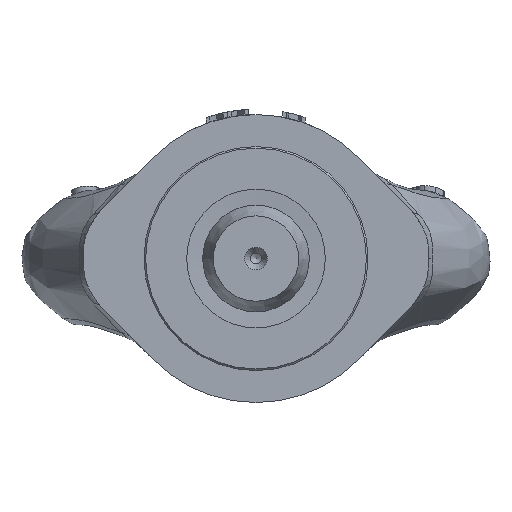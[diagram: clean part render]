
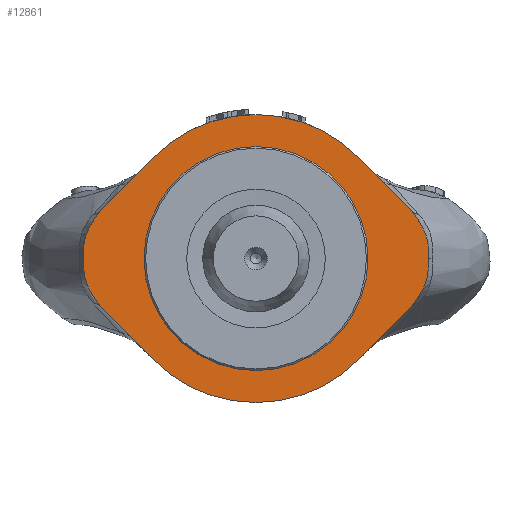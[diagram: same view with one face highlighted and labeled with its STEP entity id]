
A CAD part, front view. The second image highlights one B-rep face of the part: STEP entity #12861.
In plain terms, the highlighted face is planar.
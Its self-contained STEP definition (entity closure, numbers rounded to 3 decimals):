
#541=LINE('',#31300,#1285);
#544=LINE('',#31540,#1288);
#549=LINE('',#32276,#1293);
#552=LINE('',#32535,#1296);
#1285=VECTOR('',#15383,10.);
#1288=VECTOR('',#15394,10.);
#1293=VECTOR('',#15431,10.);
#1296=VECTOR('',#15446,10.);
#1896=PLANE('',#13797);
#2136=FACE_BOUND('',#3354,.T.);
#2558=FACE_OUTER_BOUND('',#3353,.T.);
#3353=EDGE_LOOP('',(#10068,#10069,#10070,#10071,#10072,#10073,#10074,#10075,
#10076,#10077,#10078,#10079,#10080,#10081));
#3354=EDGE_LOOP('',(#10082));
#4284=B_SPLINE_CURVE_WITH_KNOTS('',3,(#31427,#31428,#31429,#31430,#31431,
#31432,#31433,#31434),.UNSPECIFIED.,.F.,.F.,(4,2,2,4),(0.231,
0.314,0.381,0.537),.UNSPECIFIED.);
#4287=B_SPLINE_CURVE_WITH_KNOTS('',3,(#31601,#31602,#31603,#31604,#31605,
#31606,#31607,#31608,#31609,#31610),.UNSPECIFIED.,.F.,.F.,(4,2,2,2,4),(0.,
0.394,0.733,0.822,0.919),
 .UNSPECIFIED.);
#4292=B_SPLINE_CURVE_WITH_KNOTS('',3,(#32416,#32417,#32418,#32419,#32420,
#32421,#32422,#32423),.UNSPECIFIED.,.F.,.F.,(4,2,2,4),(0.231,
0.314,0.381,0.537),.UNSPECIFIED.);
#4297=B_SPLINE_CURVE_WITH_KNOTS('',3,(#32601,#32602,#32603,#32604,#32605,
#32606,#32607,#32608,#32609,#32610),.UNSPECIFIED.,.F.,.F.,(4,2,2,2,4),(0.,
0.394,0.733,0.822,0.919),
 .UNSPECIFIED.);
#4707=CIRCLE('',#13725,21.);
#4737=CIRCLE('',#13769,10.25);
#4739=CIRCLE('',#13772,10.25);
#4746=CIRCLE('',#13785,27.);
#4749=CIRCLE('',#13791,10.25);
#4751=CIRCLE('',#13794,10.25);
#4752=CIRCLE('',#13796,27.);
#5482=VERTEX_POINT('',#26521);
#5517=VERTEX_POINT('',#31297);
#5518=VERTEX_POINT('',#31299);
#5519=VERTEX_POINT('',#31418);
#5521=VERTEX_POINT('',#31422);
#5523=VERTEX_POINT('',#31537);
#5524=VERTEX_POINT('',#31539);
#5525=VERTEX_POINT('',#31600);
#5530=VERTEX_POINT('',#32273);
#5531=VERTEX_POINT('',#32275);
#5533=VERTEX_POINT('',#32413);
#5534=VERTEX_POINT('',#32415);
#5537=VERTEX_POINT('',#32532);
#5538=VERTEX_POINT('',#32534);
#5539=VERTEX_POINT('',#32596);
#7067=EDGE_CURVE('',#5482,#5482,#4707,.T.);
#7126=EDGE_CURVE('',#5517,#5518,#541,.T.);
#7131=EDGE_CURVE('',#5521,#5519,#4284,.F.);
#7136=EDGE_CURVE('',#5523,#5524,#544,.T.);
#7138=EDGE_CURVE('',#5524,#5521,#4737,.T.);
#7139=EDGE_CURVE('',#5525,#5519,#4287,.T.);
#7142=EDGE_CURVE('',#5525,#5517,#4739,.T.);
#7154=EDGE_CURVE('',#5531,#5530,#549,.T.);
#7157=EDGE_CURVE('',#5518,#5530,#4746,.T.);
#7159=EDGE_CURVE('',#5534,#5533,#4292,.F.);
#7166=EDGE_CURVE('',#5538,#5537,#552,.T.);
#7168=EDGE_CURVE('',#5537,#5534,#4749,.T.);
#7171=EDGE_CURVE('',#5539,#5533,#4297,.T.);
#7172=EDGE_CURVE('',#5539,#5531,#4751,.T.);
#7173=EDGE_CURVE('',#5523,#5538,#4752,.T.);
#10068=ORIENTED_EDGE('',*,*,#7173,.T.);
#10069=ORIENTED_EDGE('',*,*,#7166,.T.);
#10070=ORIENTED_EDGE('',*,*,#7168,.T.);
#10071=ORIENTED_EDGE('',*,*,#7159,.T.);
#10072=ORIENTED_EDGE('',*,*,#7171,.F.);
#10073=ORIENTED_EDGE('',*,*,#7172,.T.);
#10074=ORIENTED_EDGE('',*,*,#7154,.T.);
#10075=ORIENTED_EDGE('',*,*,#7157,.F.);
#10076=ORIENTED_EDGE('',*,*,#7126,.F.);
#10077=ORIENTED_EDGE('',*,*,#7142,.F.);
#10078=ORIENTED_EDGE('',*,*,#7139,.T.);
#10079=ORIENTED_EDGE('',*,*,#7131,.F.);
#10080=ORIENTED_EDGE('',*,*,#7138,.F.);
#10081=ORIENTED_EDGE('',*,*,#7136,.F.);
#10082=ORIENTED_EDGE('',*,*,#7067,.T.);
#12861=ADVANCED_FACE('',(#2558,#2136),#1896,.F.);
#13725=AXIS2_PLACEMENT_3D('',#26522,#15298,#15299);
#13769=AXIS2_PLACEMENT_3D('',#31543,#15398,#15399);
#13772=AXIS2_PLACEMENT_3D('',#32185,#15404,#15405);
#13785=AXIS2_PLACEMENT_3D('',#32296,#15435,#15436);
#13791=AXIS2_PLACEMENT_3D('',#32538,#15450,#15451);
#13794=AXIS2_PLACEMENT_3D('',#32676,#15456,#15457);
#13796=AXIS2_PLACEMENT_3D('',#32678,#15460,#15461);
#13797=AXIS2_PLACEMENT_3D('',#32679,#15462,#15463);
#15298=DIRECTION('center_axis',(0.,0.,1.));
#15299=DIRECTION('ref_axis',(1.,0.,0.));
#15383=DIRECTION('',(0.7,-0.714,0.));
#15394=DIRECTION('',(-0.7,-0.714,0.));
#15398=DIRECTION('center_axis',(0.,0.,1.));
#15399=DIRECTION('ref_axis',(1.,0.,0.));
#15404=DIRECTION('center_axis',(0.,0.,1.));
#15405=DIRECTION('ref_axis',(0.714,0.7,0.));
#15431=DIRECTION('',(-0.7,-0.714,0.));
#15435=DIRECTION('center_axis',(0.,0.,1.));
#15436=DIRECTION('ref_axis',(-0.714,0.7,0.));
#15446=DIRECTION('',(0.7,-0.714,0.));
#15450=DIRECTION('center_axis',(0.,0.,-1.));
#15451=DIRECTION('ref_axis',(-1.,0.,0.));
#15456=DIRECTION('center_axis',(0.,0.,-1.));
#15457=DIRECTION('ref_axis',(-0.714,0.7,0.));
#15460=DIRECTION('center_axis',(0.,0.,-1.));
#15461=DIRECTION('ref_axis',(-0.714,-0.7,0.));
#15462=DIRECTION('center_axis',(0.,0.,1.));
#15463=DIRECTION('ref_axis',(1.,0.,0.));
#26521=CARTESIAN_POINT('',(-21.,0.,0.));
#26522=CARTESIAN_POINT('Origin',(0.,0.,0.));
#31297=CARTESIAN_POINT('',(-29.066,-8.929,0.));
#31299=CARTESIAN_POINT('',(-19.272,-18.91,0.));
#31300=CARTESIAN_POINT('',(-29.066,-8.929,0.));
#31418=CARTESIAN_POINT('',(-32.253,0.,0.));
#31422=CARTESIAN_POINT('',(-30.247,7.483,0.));
#31427=CARTESIAN_POINT('Ctrl Pts',(-32.253,0.,
0.));
#31428=CARTESIAN_POINT('Ctrl Pts',(-32.353,1.812,0.));
#31429=CARTESIAN_POINT('Ctrl Pts',(-32.29,2.536,0.));
#31430=CARTESIAN_POINT('Ctrl Pts',(-32.1,3.598,0.));
#31431=CARTESIAN_POINT('Ctrl Pts',(-31.972,4.065,0.));
#31432=CARTESIAN_POINT('Ctrl Pts',(-31.43,5.574,0.));
#31433=CARTESIAN_POINT('Ctrl Pts',(-30.87,6.559,0.));
#31434=CARTESIAN_POINT('Ctrl Pts',(-30.247,7.483,0.));
#31537=CARTESIAN_POINT('',(-19.272,18.91,0.));
#31539=CARTESIAN_POINT('',(-29.066,8.929,0.));
#31540=CARTESIAN_POINT('',(-19.272,18.91,0.));
#31543=CARTESIAN_POINT('Origin',(-21.75,1.75,0.));
#31600=CARTESIAN_POINT('',(-30.247,-7.483,0.));
#31601=CARTESIAN_POINT('Ctrl Pts',(-30.247,-7.483,
0.));
#31602=CARTESIAN_POINT('Ctrl Pts',(-30.982,-6.393,
0.));
#31603=CARTESIAN_POINT('Ctrl Pts',(-31.627,-5.223,
0.));
#31604=CARTESIAN_POINT('Ctrl Pts',(-32.303,-2.868,
0.));
#31605=CARTESIAN_POINT('Ctrl Pts',(-32.316,-2.031,
0.));
#31606=CARTESIAN_POINT('Ctrl Pts',(-32.297,-1.059,
0.));
#31607=CARTESIAN_POINT('Ctrl Pts',(-32.291,-0.857,
0.));
#31608=CARTESIAN_POINT('Ctrl Pts',(-32.275,-0.435,
0.));
#31609=CARTESIAN_POINT('Ctrl Pts',(-32.265,-0.218,
0.));
#31610=CARTESIAN_POINT('Ctrl Pts',(-32.253,0.,
0.));
#32185=CARTESIAN_POINT('Origin',(-21.75,-1.75,0.));
#32273=CARTESIAN_POINT('',(19.272,-18.91,0.));
#32275=CARTESIAN_POINT('',(29.066,-8.929,0.));
#32276=CARTESIAN_POINT('',(29.066,-8.929,0.));
#32296=CARTESIAN_POINT('Origin',(0.,0.,0.));
#32413=CARTESIAN_POINT('',(32.253,0.,0.));
#32415=CARTESIAN_POINT('',(30.247,7.483,0.));
#32416=CARTESIAN_POINT('Ctrl Pts',(32.253,0.,
0.));
#32417=CARTESIAN_POINT('Ctrl Pts',(32.353,1.812,0.));
#32418=CARTESIAN_POINT('Ctrl Pts',(32.29,2.536,0.));
#32419=CARTESIAN_POINT('Ctrl Pts',(32.1,3.598,0.));
#32420=CARTESIAN_POINT('Ctrl Pts',(31.972,4.065,0.));
#32421=CARTESIAN_POINT('Ctrl Pts',(31.43,5.574,0.));
#32422=CARTESIAN_POINT('Ctrl Pts',(30.87,6.559,0.));
#32423=CARTESIAN_POINT('Ctrl Pts',(30.247,7.483,0.));
#32532=CARTESIAN_POINT('',(29.066,8.929,0.));
#32534=CARTESIAN_POINT('',(19.272,18.91,0.));
#32535=CARTESIAN_POINT('',(19.272,18.91,0.));
#32538=CARTESIAN_POINT('Origin',(21.75,1.75,0.));
#32596=CARTESIAN_POINT('',(30.247,-7.483,0.));
#32601=CARTESIAN_POINT('Ctrl Pts',(30.247,-7.483,0.));
#32602=CARTESIAN_POINT('Ctrl Pts',(30.982,-6.393,0.));
#32603=CARTESIAN_POINT('Ctrl Pts',(31.627,-5.223,0.));
#32604=CARTESIAN_POINT('Ctrl Pts',(32.303,-2.868,0.));
#32605=CARTESIAN_POINT('Ctrl Pts',(32.316,-2.031,0.));
#32606=CARTESIAN_POINT('Ctrl Pts',(32.297,-1.059,0.));
#32607=CARTESIAN_POINT('Ctrl Pts',(32.291,-0.857,0.));
#32608=CARTESIAN_POINT('Ctrl Pts',(32.275,-0.435,
0.));
#32609=CARTESIAN_POINT('Ctrl Pts',(32.265,-0.218,
0.));
#32610=CARTESIAN_POINT('Ctrl Pts',(32.253,0.,
0.));
#32676=CARTESIAN_POINT('Origin',(21.75,-1.75,0.));
#32678=CARTESIAN_POINT('Origin',(0.,0.,0.));
#32679=CARTESIAN_POINT('Origin',(0.,0.,
0.));
